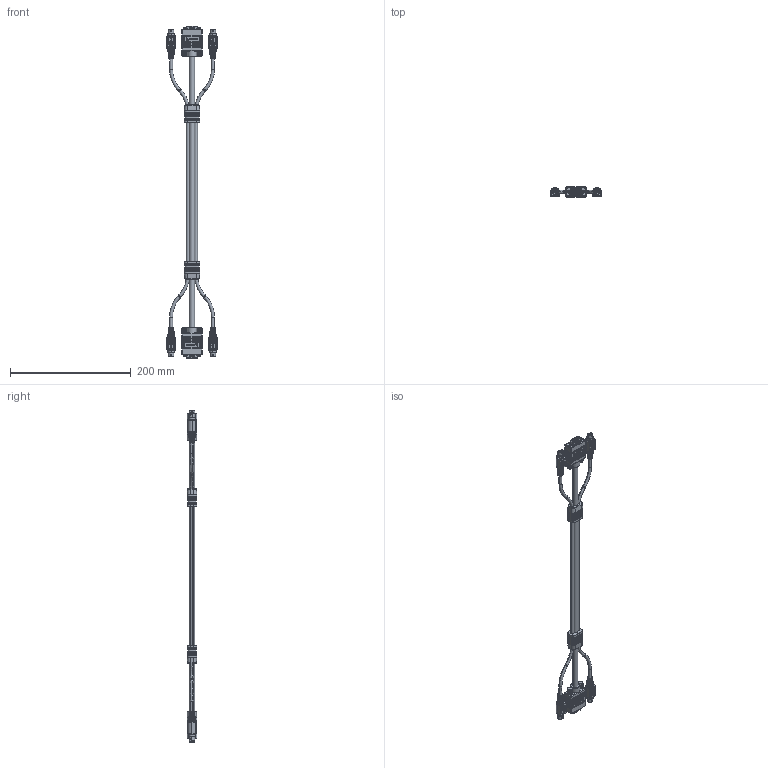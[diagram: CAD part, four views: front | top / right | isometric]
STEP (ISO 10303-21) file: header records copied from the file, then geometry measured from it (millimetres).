
FILE_DESCRIPTION (( 'STEP AP214' ), '1' );
FILE_NAME ('CTL3KVMM.STEP', '2019-08-12T13:11:28', ( '' ), ( '' ), 'SwSTEP 2.0', 'SolidWorks 2018', '' );
FILE_SCHEMA (( 'AUTOMOTIVE_DESIGN' ));
Length unit declared in the file: inch
Products named in the file (18): 1AL05-029___; CTL3KVMM (SUZHOU)___; MTN-231_A+MD6 PLUG___; CTL3KVMM; MTN-231_A; MTN-231_B; 1AJ06-029_CRMN9 Screw; 3AB01-117; MTN-382___; 1AA03-013-MA1___; 1AY03-027___; 1AV02-007_SINGLE CONTACT; 1AA03-013___; MTN-209_New Logo; MTN-231_B+MD6 PLUG___; 1AC04-003; MTN-469; 1AA03-013-MA2___
Assembly tree (37 placements, depth 5):
  CTL3KVMM
    CTL3KVMM (SUZHOU)___
      3AB01-117  x2
        MTN-209_New Logo
        1AJ06-029_CRMN9 Screw
        MTN-382___
        1AY03-027___
        1AC04-003
        1AV02-007_SINGLE CONTACT
      1AL05-029___
      MTN-231_B+MD6 PLUG___  x2
        1AA03-013___
          1AA03-013-MA2___
          1AA03-013-MA1___
        MTN-231_B
      MTN-231_A+MD6 PLUG___  x2
        1AA03-013___
          1AA03-013-MA2___
          1AA03-013-MA1___
        MTN-231_A
      MTN-469  x2
Bounding box: 83.62 x 16 x 551.07 mm (x, y, z)
Volume: 133731.3 mm3; surface area: 88557.1 mm2
Topology: 63 solids, 63 shells, 5581 faces, 14591 edges, 9344 vertices
Faces by surface type: plane 2360, cylinder 1791, bspline 768, torus 340, cone 234, sphere 88
Entity records: 83702 total; most frequent: CARTESIAN_POINT 34070, ORIENTED_EDGE 9398, DIRECTION 8079, EDGE_CURVE 4699, VERTEX_POINT 3023, AXIS2_PLACEMENT_3D 2853, LINE 2373, VECTOR 2373
